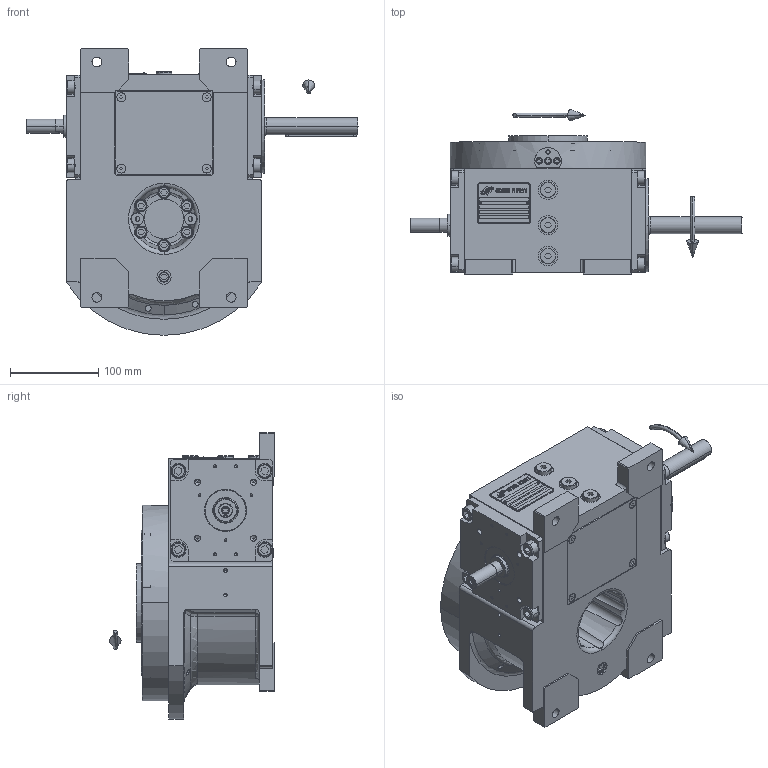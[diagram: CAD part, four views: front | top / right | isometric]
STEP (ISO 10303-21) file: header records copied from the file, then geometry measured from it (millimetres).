
FILE_DESCRIPTION (( 'STEP AP203' ), '1' );
FILE_NAME ('PC5200620.step', '2024-09-16T08:10:48', ( '' ), ( '' ), 'SwSTEP 2.0', 'SolidWorks 2020', '' );
FILE_SCHEMA (( 'CONFIG_CONTROL_DESIGN' ));
Length unit declared in the file: millimetre
Products named in the file (79): cfn2003_01_054; freccia_angolare; AS_rig06_002_bl_022; cfn2000_01_103; rig06_005_n_01; cfn2151_01_109; AS_900_38_30_003; CFN2203_02_001.stp; cfn2000_01_126; cfn2107_01_001; CFN2223_01-570X6-B.stp; cfn2115_02_165; cfn2155_01_303; cfn2276_01_074; rig06_007_master; cfn2000_01_124; cfn2155_01_056; CFN2010_02_002.stp; cfn2077_01_018; cfn2151_01_290; rig06_004; CFN2000_01_185.stp; rig06_002_bl_022; CFN2356_03_047.stp; cfn2476_01_002_60x46; 900_38_30_003; AS_rig06_004; AS_rig06_004_s_001; rig06_071_16_m_asm.stp; cfn2151_01_090; cfn2128_04_004; olio_agip_blasia_150; RIG06_005_ASM.stp; AS_rig06_015; PC5200620; 9004_2512; CFN2010_01_012.stp; cfn2070_05_005; CFN2104_02_017.stp; cfn2000_01_161 ...
Assembly tree (72 placements, depth 5):
  cfn2151_01_109
  CFN2203_02_001.stp
  CFN2223_01-570X6-B.stp
  cfn2115_02_165
  cfn2276_01_074
Bounding box: 376.5 x 187 x 325 mm (x, y, z)
Volume: 2349546.7 mm3; surface area: 766324.4 mm2
Topology: 63 solids, 63 shells, 1992 faces, 4944 edges, 3174 vertices
Faces by surface type: plane 1021, cylinder 641, cone 298, torus 20, bspline 6, sphere 6
Entity records: 68340 total; most frequent: CARTESIAN_POINT 14835, DIRECTION 9539, ORIENTED_EDGE 9168, EDGE_CURVE 4584, AXIS2_PLACEMENT_3D 3289, VERTEX_POINT 2993, LINE 2961, VECTOR 2961
